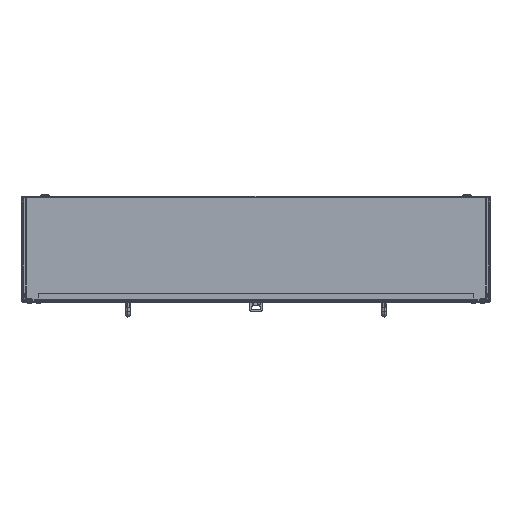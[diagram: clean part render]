
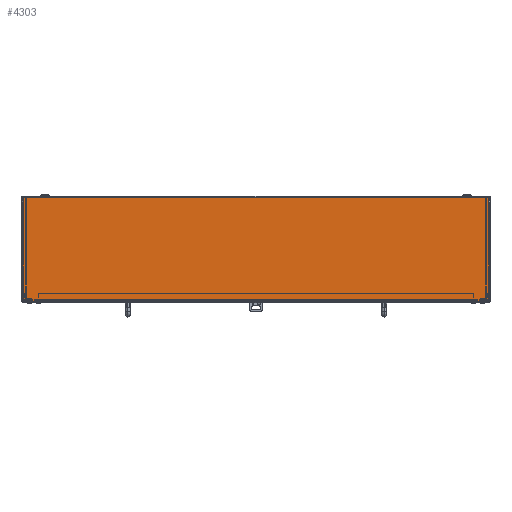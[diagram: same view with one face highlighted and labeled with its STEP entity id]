
A CAD part, top view. The second image highlights one B-rep face of the part: STEP entity #4303.
In plain terms, the highlighted planar face has unit normal (0, 0, 1).
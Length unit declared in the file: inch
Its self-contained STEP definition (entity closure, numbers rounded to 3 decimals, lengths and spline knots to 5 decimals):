
#367 = EDGE_CURVE ( 'NONE', #2780, #14435, #4581, .T. ) ;
#371 = ORIENTED_EDGE ( 'NONE', *, *, #367, .F. ) ;
#659 = VECTOR ( 'NONE', #15207, 39.37008 ) ;
#2647 = EDGE_CURVE ( 'NONE', #18642, #2780, #21970, .T. ) ;
#2780 = VERTEX_POINT ( 'NONE', #12232 ) ;
#3008 = CARTESIAN_POINT ( 'NONE',  ( 18.1515, -8.142, 24.072 ) ) ;
#4080 = FACE_OUTER_BOUND ( 'NONE', #22125, .T. ) ;
#4303 = ADVANCED_FACE ( 'NONE', ( #4080 ), #8164, .T. ) ;
#4581 = LINE ( 'NONE', #18824, #659 ) ;
#5510 = EDGE_CURVE ( 'NONE', #19778, #18642, #14461, .T. ) ;
#8157 = CARTESIAN_POINT ( 'NONE',  ( -18.1515, -0.036, 24.072 ) ) ;
#8164 = PLANE ( 'NONE',  #18001 ) ;
#9086 = DIRECTION ( 'NONE',  ( 0., -1., 0. ) ) ;
#9916 = CARTESIAN_POINT ( 'NONE',  ( 18.1515, -0.036, 24.072 ) ) ;
#12232 = CARTESIAN_POINT ( 'NONE',  ( -18.1515, -8.142, 24.072 ) ) ;
#13120 = VECTOR ( 'NONE', #16688, 39.37008 ) ;
#13302 = DIRECTION ( 'NONE',  ( -1., 0., 0. ) ) ;
#13782 = CARTESIAN_POINT ( 'NONE',  ( 18.1515, -0.036, 24.072 ) ) ;
#14435 = VERTEX_POINT ( 'NONE', #15143 ) ;
#14457 = ORIENTED_EDGE ( 'NONE', *, *, #5510, .F. ) ;
#14461 = LINE ( 'NONE', #15982, #16189 ) ;
#14825 = DIRECTION ( 'NONE',  ( 0., 0., 1. ) ) ;
#15143 = CARTESIAN_POINT ( 'NONE',  ( -18.1515, -0.036, 24.072 ) ) ;
#15207 = DIRECTION ( 'NONE',  ( 0., 1., 0. ) ) ;
#15982 = CARTESIAN_POINT ( 'NONE',  ( 18.1515, -0.036, 24.072 ) ) ;
#16189 = VECTOR ( 'NONE', #9086, 39.37008 ) ;
#16604 = DIRECTION ( 'NONE',  ( -1., 0., 0. ) ) ;
#16688 = DIRECTION ( 'NONE',  ( 1., 0., 0. ) ) ;
#17448 = VECTOR ( 'NONE', #16604, 39.37008 ) ;
#17635 = ORIENTED_EDGE ( 'NONE', *, *, #2647, .F. ) ;
#17811 = EDGE_CURVE ( 'NONE', #14435, #19778, #22384, .T. ) ;
#18001 = AXIS2_PLACEMENT_3D ( 'NONE', #9916, #14825, #13302 ) ;
#18642 = VERTEX_POINT ( 'NONE', #19712 ) ;
#18824 = CARTESIAN_POINT ( 'NONE',  ( -18.1515, -8.142, 24.072 ) ) ;
#19712 = CARTESIAN_POINT ( 'NONE',  ( 18.1515, -8.142, 24.072 ) ) ;
#19778 = VERTEX_POINT ( 'NONE', #13782 ) ;
#21275 = ORIENTED_EDGE ( 'NONE', *, *, #17811, .F. ) ;
#21970 = LINE ( 'NONE', #3008, #17448 ) ;
#22125 = EDGE_LOOP ( 'NONE', ( #371, #17635, #14457, #21275 ) ) ;
#22384 = LINE ( 'NONE', #8157, #13120 ) ;
